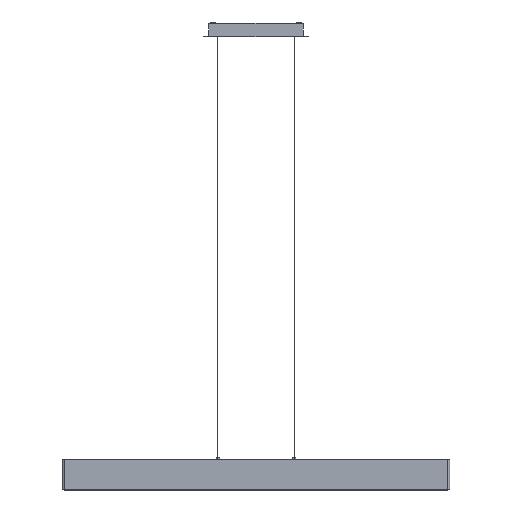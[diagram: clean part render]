
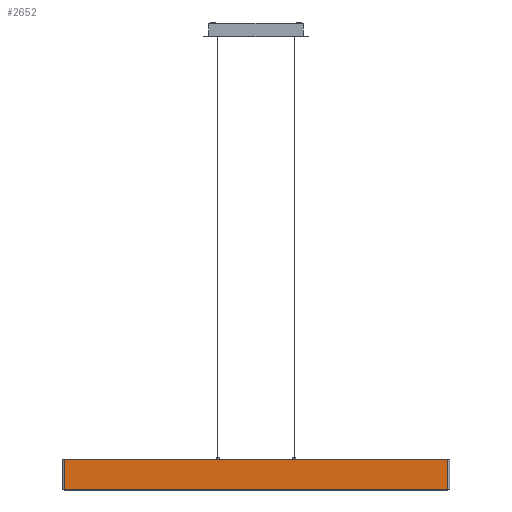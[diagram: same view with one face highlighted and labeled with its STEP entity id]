
A CAD part, top view. The second image highlights one B-rep face of the part: STEP entity #2652.
In plain terms, the highlighted planar face has unit normal (0, 0, 1).
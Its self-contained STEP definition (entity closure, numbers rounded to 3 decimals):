
#6 = DIRECTION ( 'NONE',  ( 0., -1., 0. ) ) ;
#82 = LINE ( 'NONE', #2222, #553 ) ;
#89 = VECTOR ( 'NONE', #6, 1000. ) ;
#270 = VERTEX_POINT ( 'NONE', #508 ) ;
#408 = CARTESIAN_POINT ( 'NONE',  ( -506.5, 80., 6.5 ) ) ;
#486 = LINE ( 'NONE', #878, #2604 ) ;
#508 = CARTESIAN_POINT ( 'NONE',  ( -506.5, 0., 6.5 ) ) ;
#517 = AXIS2_PLACEMENT_3D ( 'NONE', #408, #1867, #1464 ) ;
#553 = VECTOR ( 'NONE', #1222, 1000. ) ;
#561 = LINE ( 'NONE', #1482, #89 ) ;
#718 = LINE ( 'NONE', #2434, #1150 ) ;
#878 = CARTESIAN_POINT ( 'NONE',  ( -506.5, 0., 6.5 ) ) ;
#939 = DIRECTION ( 'NONE',  ( 1., 0., 0. ) ) ;
#1034 = CARTESIAN_POINT ( 'NONE',  ( 506.5, 80., 6.5 ) ) ;
#1063 = PLANE ( 'NONE',  #517 ) ;
#1064 = EDGE_CURVE ( 'NONE', #2288, #2674, #718, .T. ) ;
#1095 = DIRECTION ( 'NONE',  ( 1., 0., 0. ) ) ;
#1150 = VECTOR ( 'NONE', #939, 1000. ) ;
#1179 = EDGE_CURVE ( 'NONE', #2674, #2532, #82, .T. ) ;
#1222 = DIRECTION ( 'NONE',  ( 0., -1., 0. ) ) ;
#1464 = DIRECTION ( 'NONE',  ( -1., 0., 0. ) ) ;
#1465 = EDGE_CURVE ( 'NONE', #270, #2532, #486, .T. ) ;
#1482 = CARTESIAN_POINT ( 'NONE',  ( -506.5, 80., 6.5 ) ) ;
#1486 = ORIENTED_EDGE ( 'NONE', *, *, #1179, .F. ) ;
#1574 = CARTESIAN_POINT ( 'NONE',  ( 506.5, 0., 6.5 ) ) ;
#1867 = DIRECTION ( 'NONE',  ( 0., 0., -1. ) ) ;
#2138 = FACE_OUTER_BOUND ( 'NONE', #2351, .T. ) ;
#2144 = ORIENTED_EDGE ( 'NONE', *, *, #2384, .T. ) ;
#2222 = CARTESIAN_POINT ( 'NONE',  ( 506.5, 80., 6.5 ) ) ;
#2288 = VERTEX_POINT ( 'NONE', #2456 ) ;
#2322 = ORIENTED_EDGE ( 'NONE', *, *, #1465, .T. ) ;
#2351 = EDGE_LOOP ( 'NONE', ( #2322, #1486, #2590, #2144 ) ) ;
#2384 = EDGE_CURVE ( 'NONE', #2288, #270, #561, .T. ) ;
#2434 = CARTESIAN_POINT ( 'NONE',  ( -506.5, 80., 6.5 ) ) ;
#2456 = CARTESIAN_POINT ( 'NONE',  ( -506.5, 80., 6.5 ) ) ;
#2532 = VERTEX_POINT ( 'NONE', #1574 ) ;
#2590 = ORIENTED_EDGE ( 'NONE', *, *, #1064, .F. ) ;
#2604 = VECTOR ( 'NONE', #1095, 1000. ) ;
#2652 = ADVANCED_FACE ( 'NONE', ( #2138 ), #1063, .F. ) ;
#2674 = VERTEX_POINT ( 'NONE', #1034 ) ;
